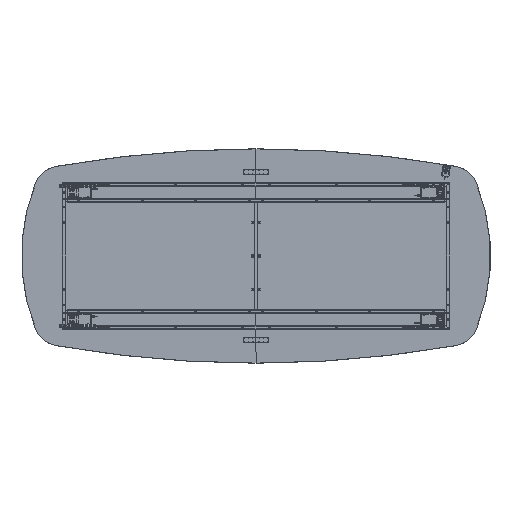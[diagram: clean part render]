
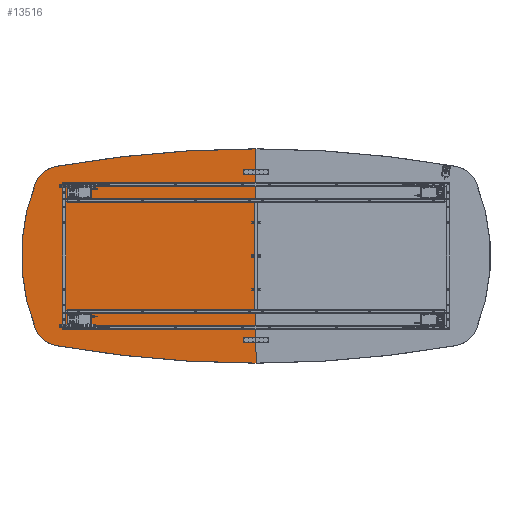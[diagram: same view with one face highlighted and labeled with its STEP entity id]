
A CAD part, front view. The second image highlights one B-rep face of the part: STEP entity #13516.
In plain terms, the highlighted planar face has unit normal (0, -1, 0).
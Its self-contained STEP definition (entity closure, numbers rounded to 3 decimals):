
#507 = CIRCLE ( 'NONE', #15320, 1469.771 ) ;
#1500 = DIRECTION ( 'NONE',  ( 0., -1., 0. ) ) ;
#3053 = DIRECTION ( 'NONE',  ( 0., -1., 0. ) ) ;
#3829 = CARTESIAN_POINT ( 'NONE',  ( -1459.33, 750.9, 471.403 ) ) ;
#5879 = EDGE_CURVE ( 'NONE', #46906, #55770, #18630, .T. ) ;
#6509 = EDGE_CURVE ( 'NONE', #6744, #9626, #69448, .T. ) ;
#6744 = VERTEX_POINT ( 'NONE', #66566 ) ;
#7325 = DIRECTION ( 'NONE',  ( 0., 0., 1. ) ) ;
#7849 = CIRCLE ( 'NONE', #44225, 199. ) ;
#8887 = CARTESIAN_POINT ( 'NONE',  ( -1494.132, 750.9, 667.336 ) ) ;
#9626 = VERTEX_POINT ( 'NONE', #8887 ) ;
#12660 = DIRECTION ( 'NONE',  ( 0., 0., 1. ) ) ;
#13516 = ADVANCED_FACE ( 'NONE', ( #69615 ), #25441, .F. ) ;
#15320 = AXIS2_PLACEMENT_3D ( 'NONE', #62564, #3053, #56879 ) ;
#17566 = EDGE_CURVE ( 'NONE', #55444, #46906, #31077, .T. ) ;
#18630 = CIRCLE ( 'NONE', #67561, 8543.6 ) ;
#18948 = DIRECTION ( 'NONE',  ( 0., 0., 1. ) ) ;
#19253 = ORIENTED_EDGE ( 'NONE', *, *, #26619, .T. ) ;
#20450 = DIRECTION ( 'NONE',  ( 0., 1., 0. ) ) ;
#22202 = ORIENTED_EDGE ( 'NONE', *, *, #5879, .T. ) ;
#24404 = DIRECTION ( 'NONE',  ( 0., -1., 0. ) ) ;
#25441 = PLANE ( 'NONE',  #41506 ) ;
#26619 = EDGE_CURVE ( 'NONE', #37156, #55444, #507, .T. ) ;
#27100 = CARTESIAN_POINT ( 'NONE',  ( 0., 750.9, -799. ) ) ;
#31077 = CIRCLE ( 'NONE', #61818, 199. ) ;
#33711 = LINE ( 'NONE', #60783, #60612 ) ;
#37156 = VERTEX_POINT ( 'NONE', #53310 ) ;
#41118 = ORIENTED_EDGE ( 'NONE', *, *, #68356, .T. ) ;
#41163 = CARTESIAN_POINT ( 'NONE',  ( -139.614, 750.9, -3872.3 ) ) ;
#41506 = AXIS2_PLACEMENT_3D ( 'NONE', #41163, #20450, #52892 ) ;
#42531 = ORIENTED_EDGE ( 'NONE', *, *, #6509, .T. ) ;
#44225 = AXIS2_PLACEMENT_3D ( 'NONE', #3829, #62319, #58362 ) ;
#46906 = VERTEX_POINT ( 'NONE', #59163 ) ;
#49747 = EDGE_CURVE ( 'NONE', #55770, #6744, #33711, .T. ) ;
#50371 = ORIENTED_EDGE ( 'NONE', *, *, #49747, .T. ) ;
#52034 = EDGE_LOOP ( 'NONE', ( #22202, #50371, #42531, #41118, #19253, #57490 ) ) ;
#52892 = DIRECTION ( 'NONE',  ( 0., 0., 1. ) ) ;
#53310 = CARTESIAN_POINT ( 'NONE',  ( -1644.131, 750.9, 545.224 ) ) ;
#53482 = CARTESIAN_POINT ( 'NONE',  ( -1644.131, 750.9, -545.224 ) ) ;
#54109 = DIRECTION ( 'NONE',  ( 0., -1., 0. ) ) ;
#55444 = VERTEX_POINT ( 'NONE', #53482 ) ;
#55770 = VERTEX_POINT ( 'NONE', #27100 ) ;
#55789 = AXIS2_PLACEMENT_3D ( 'NONE', #65134, #54109, #65494 ) ;
#56879 = DIRECTION ( 'NONE',  ( 0., 0., 1. ) ) ;
#57082 = CARTESIAN_POINT ( 'NONE',  ( 0., 750.9, 7744.6 ) ) ;
#57490 = ORIENTED_EDGE ( 'NONE', *, *, #17566, .T. ) ;
#58362 = DIRECTION ( 'NONE',  ( 0., 0., 1. ) ) ;
#59163 = CARTESIAN_POINT ( 'NONE',  ( -1494.132, 750.9, -667.336 ) ) ;
#60612 = VECTOR ( 'NONE', #12660, 1000. ) ;
#60783 = CARTESIAN_POINT ( 'NONE',  ( 0., 750.9, -3872.3 ) ) ;
#61818 = AXIS2_PLACEMENT_3D ( 'NONE', #62524, #24404, #7325 ) ;
#62319 = DIRECTION ( 'NONE',  ( 0., -1., 0. ) ) ;
#62524 = CARTESIAN_POINT ( 'NONE',  ( -1459.33, 750.9, -471.403 ) ) ;
#62564 = CARTESIAN_POINT ( 'NONE',  ( -279.229, 750.9, 0. ) ) ;
#65134 = CARTESIAN_POINT ( 'NONE',  ( 0., 750.9, -7744.6 ) ) ;
#65494 = DIRECTION ( 'NONE',  ( 0., 0., 1. ) ) ;
#66566 = CARTESIAN_POINT ( 'NONE',  ( 0., 750.9, 799. ) ) ;
#67561 = AXIS2_PLACEMENT_3D ( 'NONE', #57082, #1500, #18948 ) ;
#68356 = EDGE_CURVE ( 'NONE', #9626, #37156, #7849, .T. ) ;
#69448 = CIRCLE ( 'NONE', #55789, 8543.6 ) ;
#69615 = FACE_OUTER_BOUND ( 'NONE', #52034, .T. ) ;
